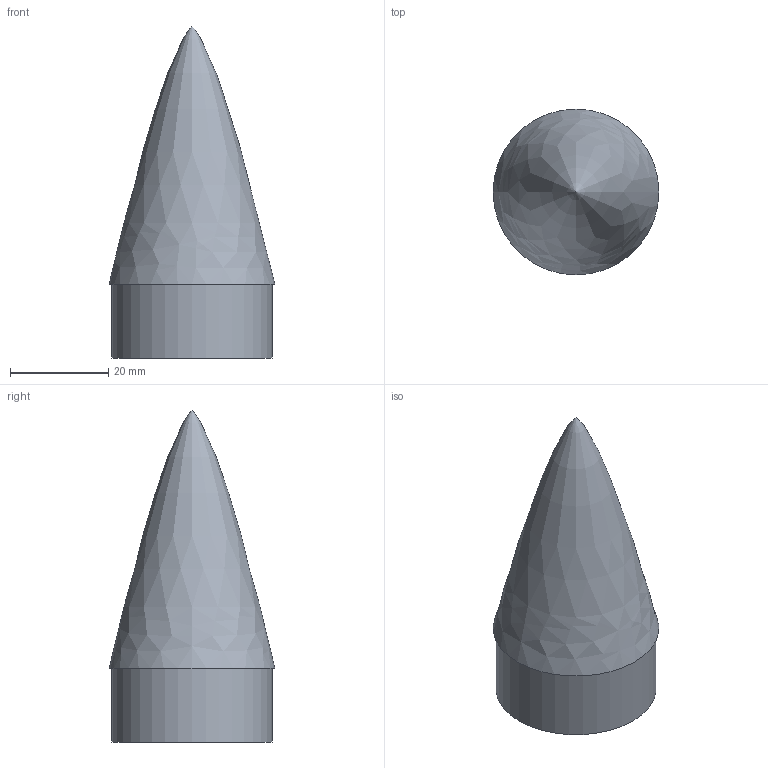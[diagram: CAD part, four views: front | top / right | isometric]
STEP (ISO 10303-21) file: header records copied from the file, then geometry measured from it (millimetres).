
FILE_DESCRIPTION(/* description */ ('STEP AP242','CAx-IF Rec.Pracs.---Representation and Presentation of Product Manufacturing Information (PMI)---4.0---2014-10-13','CAx-IF Rec.Pracs.---3D Tessellated Geometry---0.4---2014-09-14','2;1'),/* implementation_level */ '2;1');
FILE_NAME(/* name */ '66a551ff2efa8c2d34549ce9',/* time_stamp */ '2024-07-27T20:01:03Z',/* author */ (''),/* organization */ (''),/* preprocessor_version */ 'ST-DEVELOPER v20',/* originating_system */ ' ',/* authorisation */ ' ');
FILE_SCHEMA (('AP242_MANAGED_MODEL_BASED_3D_ENGINEERING_MIM_LF { 1 0 10303 442 1 1 4 }'));
Length unit declared in the file: metre
Products named in the file (1): Part 1
Bounding box: 33.7 x 33.7 x 67.48 mm (x, y, z)
Volume: 10348.8 mm3; surface area: 8914.9 mm2
Topology: 1 solids, 1 shells, 6 faces, 13 edges, 9 vertices
Faces by surface type: bspline 2, cylinder 2, plane 2
Full cylindrical faces by diameter (mm): 28.6 x1, 32.6 x1
Entity records: 440 total; most frequent: CARTESIAN_POINT 321, DIRECTION 20, FACE_BOUND 12, ORIENTED_EDGE 10, EDGE_LOOP 10, AXIS2_PLACEMENT_3D 10, VERTEX_POINT 7, ADVANCED_FACE 6
